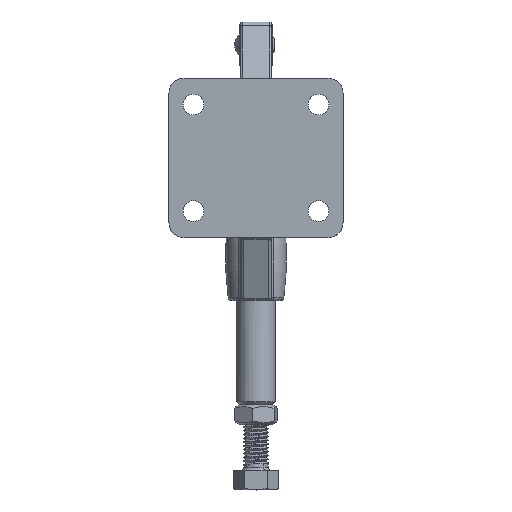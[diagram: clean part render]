
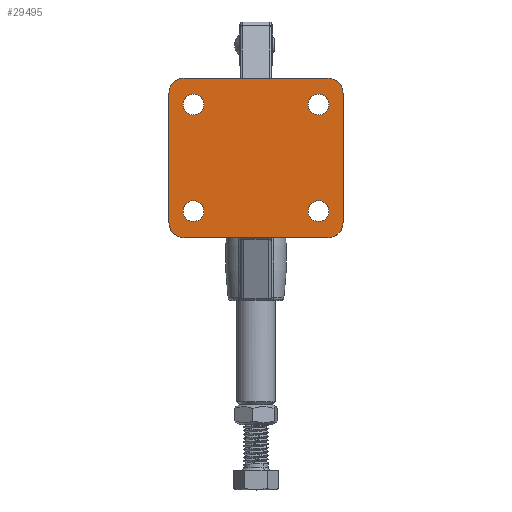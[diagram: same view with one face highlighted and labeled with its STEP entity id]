
A CAD part, top view. The second image highlights one B-rep face of the part: STEP entity #29495.
In plain terms, the highlighted planar face has unit normal (0, 0, 1).
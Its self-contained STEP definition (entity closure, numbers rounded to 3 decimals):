
#509 = DIRECTION ( 'NONE',  ( -1., 0., 0. ) ) ;
#825 = ORIENTED_EDGE ( 'NONE', *, *, #976, .T. ) ;
#976 = EDGE_CURVE ( 'NONE', #38402, #25514, #32713, .T. ) ;
#1045 = CARTESIAN_POINT ( 'NONE',  ( -20.55, 8.7, 0. ) ) ;
#1222 = CARTESIAN_POINT ( 'NONE',  ( 28.6, 47.4, 0. ) ) ;
#2081 = CARTESIAN_POINT ( 'NONE',  ( -20.55, 43.7, 0. ) ) ;
#2143 = AXIS2_PLACEMENT_3D ( 'NONE', #5105, #26560, #8209 ) ;
#2196 = VERTEX_POINT ( 'NONE', #34916 ) ;
#2288 = CARTESIAN_POINT ( 'NONE',  ( -28.6, 52.4, 0. ) ) ;
#2295 = PLANE ( 'NONE',  #12997 ) ;
#2307 = VERTEX_POINT ( 'NONE', #38520 ) ;
#2712 = DIRECTION ( 'NONE',  ( -1., 0., 0. ) ) ;
#2765 = FACE_BOUND ( 'NONE', #6155, .T. ) ;
#3192 = VERTEX_POINT ( 'NONE', #32638 ) ;
#3394 = EDGE_CURVE ( 'NONE', #37459, #33756, #5746, .T. ) ;
#3476 = EDGE_CURVE ( 'NONE', #19908, #38622, #30209, .T. ) ;
#4101 = DIRECTION ( 'NONE',  ( 1., 0., 0. ) ) ;
#4146 = VERTEX_POINT ( 'NONE', #10636 ) ;
#4295 = DIRECTION ( 'NONE',  ( 0., 0., 1. ) ) ;
#4595 = AXIS2_PLACEMENT_3D ( 'NONE', #25343, #6981, #28434 ) ;
#4868 = CIRCLE ( 'NONE', #11887, 3.4 ) ;
#5105 = CARTESIAN_POINT ( 'NONE',  ( 20.55, 8.7, 0. ) ) ;
#5146 = DIRECTION ( 'NONE',  ( -1., 0., 0. ) ) ;
#5292 = AXIS2_PLACEMENT_3D ( 'NONE', #37213, #18819, #509 ) ;
#5362 = DIRECTION ( 'NONE',  ( 1., 0., 0. ) ) ;
#5746 = CIRCLE ( 'NONE', #37614, 3.4 ) ;
#6155 = EDGE_LOOP ( 'NONE', ( #15393, #14336 ) ) ;
#6510 = CARTESIAN_POINT ( 'NONE',  ( 23.6, 5., 0. ) ) ;
#6981 = DIRECTION ( 'NONE',  ( 0., 0., 1. ) ) ;
#7099 = ORIENTED_EDGE ( 'NONE', *, *, #32962, .F. ) ;
#7328 = DIRECTION ( 'NONE',  ( 0., -1., 0. ) ) ;
#7383 = CIRCLE ( 'NONE', #9472, 3.4 ) ;
#7514 = AXIS2_PLACEMENT_3D ( 'NONE', #30058, #11699, #33151 ) ;
#7581 = CARTESIAN_POINT ( 'NONE',  ( 23.95, 8.7, 0. ) ) ;
#7975 = ORIENTED_EDGE ( 'NONE', *, *, #8219, .F. ) ;
#8035 = EDGE_CURVE ( 'NONE', #38571, #15743, #17049, .T. ) ;
#8209 = DIRECTION ( 'NONE',  ( -1., 0., 0. ) ) ;
#8219 = EDGE_CURVE ( 'NONE', #33315, #2196, #32407, .T. ) ;
#8429 = ORIENTED_EDGE ( 'NONE', *, *, #17561, .T. ) ;
#8433 = ORIENTED_EDGE ( 'NONE', *, *, #36448, .T. ) ;
#8601 = DIRECTION ( 'NONE',  ( -1., 0., 0. ) ) ;
#8783 = VECTOR ( 'NONE', #5362, 1000. ) ;
#8896 = AXIS2_PLACEMENT_3D ( 'NONE', #2081, #23508, #5146 ) ;
#9039 = AXIS2_PLACEMENT_3D ( 'NONE', #22627, #4295, #25735 ) ;
#9464 = CARTESIAN_POINT ( 'NONE',  ( 20.55, 8.7, 0. ) ) ;
#9472 = AXIS2_PLACEMENT_3D ( 'NONE', #11861, #33302, #14937 ) ;
#9579 = EDGE_LOOP ( 'NONE', ( #38142, #32744 ) ) ;
#9596 = DIRECTION ( 'NONE',  ( -1., 0., 0. ) ) ;
#9956 = FACE_OUTER_BOUND ( 'NONE', #38573, .T. ) ;
#10636 = CARTESIAN_POINT ( 'NONE',  ( -23.6, 0., 0. ) ) ;
#10904 = DIRECTION ( 'NONE',  ( 0., -1., 0. ) ) ;
#11699 = DIRECTION ( 'NONE',  ( 0., 0., 1. ) ) ;
#11861 = CARTESIAN_POINT ( 'NONE',  ( 20.55, 43.7, 0. ) ) ;
#11878 = FACE_BOUND ( 'NONE', #32945, .T. ) ;
#11887 = AXIS2_PLACEMENT_3D ( 'NONE', #34987, #16605, #38054 ) ;
#12215 = CARTESIAN_POINT ( 'NONE',  ( -28.6, 47.4, 0. ) ) ;
#12318 = VERTEX_POINT ( 'NONE', #31365 ) ;
#12547 = DIRECTION ( 'NONE',  ( -1., 0., 0. ) ) ;
#12660 = CARTESIAN_POINT ( 'NONE',  ( -23.95, 8.7, 0. ) ) ;
#12997 = AXIS2_PLACEMENT_3D ( 'NONE', #20743, #26964, #8601 ) ;
#13715 = EDGE_CURVE ( 'NONE', #15743, #38571, #21008, .T. ) ;
#14336 = ORIENTED_EDGE ( 'NONE', *, *, #18492, .F. ) ;
#14733 = CIRCLE ( 'NONE', #7514, 5. ) ;
#14937 = DIRECTION ( 'NONE',  ( 1., 0., 0. ) ) ;
#15393 = ORIENTED_EDGE ( 'NONE', *, *, #3394, .F. ) ;
#15743 = VERTEX_POINT ( 'NONE', #12660 ) ;
#16081 = EDGE_CURVE ( 'NONE', #35645, #12318, #34468, .T. ) ;
#16605 = DIRECTION ( 'NONE',  ( 0., 0., 1. ) ) ;
#17049 = CIRCLE ( 'NONE', #26097, 3.4 ) ;
#17218 = AXIS2_PLACEMENT_3D ( 'NONE', #39424, #21032, #2712 ) ;
#17355 = VECTOR ( 'NONE', #10904, 1000. ) ;
#17493 = LINE ( 'NONE', #32681, #32853 ) ;
#17561 = EDGE_CURVE ( 'NONE', #4146, #19908, #17493, .T. ) ;
#18082 = FACE_BOUND ( 'NONE', #30964, .T. ) ;
#18492 = EDGE_CURVE ( 'NONE', #33756, #37459, #25619, .T. ) ;
#18819 = DIRECTION ( 'NONE',  ( 0., 0., 1. ) ) ;
#19682 = EDGE_CURVE ( 'NONE', #36902, #12318, #33243, .T. ) ;
#19688 = ORIENTED_EDGE ( 'NONE', *, *, #3476, .T. ) ;
#19908 = VERTEX_POINT ( 'NONE', #33928 ) ;
#20743 = CARTESIAN_POINT ( 'NONE',  ( -28.6, 52.4, 0. ) ) ;
#20967 = CIRCLE ( 'NONE', #9039, 3.4 ) ;
#21008 = CIRCLE ( 'NONE', #4595, 3.4 ) ;
#21032 = DIRECTION ( 'NONE',  ( 0., 0., 1. ) ) ;
#22218 = LINE ( 'NONE', #31850, #30404 ) ;
#22427 = DIRECTION ( 'NONE',  ( 0., 0., 1. ) ) ;
#22627 = CARTESIAN_POINT ( 'NONE',  ( -20.55, 43.7, 0. ) ) ;
#23508 = DIRECTION ( 'NONE',  ( 0., 0., 1. ) ) ;
#23753 = CARTESIAN_POINT ( 'NONE',  ( 17.15, 8.7, 0. ) ) ;
#25028 = EDGE_CURVE ( 'NONE', #2307, #3192, #4868, .T. ) ;
#25343 = CARTESIAN_POINT ( 'NONE',  ( -20.55, 8.7, 0. ) ) ;
#25466 = CARTESIAN_POINT ( 'NONE',  ( -17.15, 8.7, 0. ) ) ;
#25514 = VERTEX_POINT ( 'NONE', #35986 ) ;
#25619 = CIRCLE ( 'NONE', #2143, 3.4 ) ;
#25735 = DIRECTION ( 'NONE',  ( -1., 0., 0. ) ) ;
#26097 = AXIS2_PLACEMENT_3D ( 'NONE', #1045, #22427, #4101 ) ;
#26259 = FACE_BOUND ( 'NONE', #9579, .T. ) ;
#26560 = DIRECTION ( 'NONE',  ( 0., 0., 1. ) ) ;
#26964 = DIRECTION ( 'NONE',  ( 0., 0., -1. ) ) ;
#27192 = CIRCLE ( 'NONE', #5292, 5. ) ;
#27512 = ORIENTED_EDGE ( 'NONE', *, *, #25028, .F. ) ;
#27966 = DIRECTION ( 'NONE',  ( 0., 0., 1. ) ) ;
#28434 = DIRECTION ( 'NONE',  ( 1., 0., 0. ) ) ;
#28535 = ORIENTED_EDGE ( 'NONE', *, *, #35640, .F. ) ;
#29262 = CARTESIAN_POINT ( 'NONE',  ( -28.6, 52.4, 0. ) ) ;
#29495 = ADVANCED_FACE ( 'NONE', ( #18082, #11878, #2765, #26259, #9956 ), #2295, .F. ) ;
#29954 = CARTESIAN_POINT ( 'NONE',  ( -23.95, 43.7, 0. ) ) ;
#30058 = CARTESIAN_POINT ( 'NONE',  ( -23.6, 47.4, 0. ) ) ;
#30209 = CIRCLE ( 'NONE', #39663, 5. ) ;
#30369 = EDGE_CURVE ( 'NONE', #25514, #4146, #27192, .T. ) ;
#30404 = VECTOR ( 'NONE', #7328, 1000. ) ;
#30552 = CARTESIAN_POINT ( 'NONE',  ( -23.6, 52.4, 0. ) ) ;
#30907 = DIRECTION ( 'NONE',  ( 0., 0., 1. ) ) ;
#30964 = EDGE_LOOP ( 'NONE', ( #28535, #7975 ) ) ;
#31365 = CARTESIAN_POINT ( 'NONE',  ( 23.6, 52.4, 0. ) ) ;
#31823 = ORIENTED_EDGE ( 'NONE', *, *, #30369, .T. ) ;
#31850 = CARTESIAN_POINT ( 'NONE',  ( 28.6, 52.4, 0. ) ) ;
#32407 = CIRCLE ( 'NONE', #8896, 3.4 ) ;
#32638 = CARTESIAN_POINT ( 'NONE',  ( 23.95, 43.7, 0. ) ) ;
#32681 = CARTESIAN_POINT ( 'NONE',  ( -28.6, 0., 0. ) ) ;
#32713 = LINE ( 'NONE', #29262, #17355 ) ;
#32744 = ORIENTED_EDGE ( 'NONE', *, *, #13715, .F. ) ;
#32853 = VECTOR ( 'NONE', #38828, 1000. ) ;
#32945 = EDGE_LOOP ( 'NONE', ( #38661, #27512 ) ) ;
#32962 = EDGE_CURVE ( 'NONE', #35645, #38622, #22218, .T. ) ;
#33151 = DIRECTION ( 'NONE',  ( -1., 0., 0. ) ) ;
#33243 = LINE ( 'NONE', #2288, #8783 ) ;
#33302 = DIRECTION ( 'NONE',  ( 0., 0., 1. ) ) ;
#33315 = VERTEX_POINT ( 'NONE', #29954 ) ;
#33403 = EDGE_CURVE ( 'NONE', #3192, #2307, #7383, .T. ) ;
#33756 = VERTEX_POINT ( 'NONE', #23753 ) ;
#33860 = ORIENTED_EDGE ( 'NONE', *, *, #19682, .F. ) ;
#33928 = CARTESIAN_POINT ( 'NONE',  ( 23.6, 0., 0. ) ) ;
#34468 = CIRCLE ( 'NONE', #17218, 5. ) ;
#34916 = CARTESIAN_POINT ( 'NONE',  ( -17.15, 43.7, 0. ) ) ;
#34987 = CARTESIAN_POINT ( 'NONE',  ( 20.55, 43.7, 0. ) ) ;
#35115 = CARTESIAN_POINT ( 'NONE',  ( 28.6, 5., 0. ) ) ;
#35640 = EDGE_CURVE ( 'NONE', #2196, #33315, #20967, .T. ) ;
#35645 = VERTEX_POINT ( 'NONE', #1222 ) ;
#35986 = CARTESIAN_POINT ( 'NONE',  ( -28.6, 5., 0. ) ) ;
#36448 = EDGE_CURVE ( 'NONE', #36902, #38402, #14733, .T. ) ;
#36902 = VERTEX_POINT ( 'NONE', #30552 ) ;
#37213 = CARTESIAN_POINT ( 'NONE',  ( -23.6, 5., 0. ) ) ;
#37459 = VERTEX_POINT ( 'NONE', #7581 ) ;
#37614 = AXIS2_PLACEMENT_3D ( 'NONE', #9464, #30907, #12547 ) ;
#38054 = DIRECTION ( 'NONE',  ( 1., 0., 0. ) ) ;
#38142 = ORIENTED_EDGE ( 'NONE', *, *, #8035, .F. ) ;
#38402 = VERTEX_POINT ( 'NONE', #12215 ) ;
#38520 = CARTESIAN_POINT ( 'NONE',  ( 17.15, 43.7, 0. ) ) ;
#38571 = VERTEX_POINT ( 'NONE', #25466 ) ;
#38573 = EDGE_LOOP ( 'NONE', ( #825, #31823, #8429, #19688, #7099, #39050, #33860, #8433 ) ) ;
#38622 = VERTEX_POINT ( 'NONE', #35115 ) ;
#38661 = ORIENTED_EDGE ( 'NONE', *, *, #33403, .F. ) ;
#38828 = DIRECTION ( 'NONE',  ( 1., 0., 0. ) ) ;
#39050 = ORIENTED_EDGE ( 'NONE', *, *, #16081, .T. ) ;
#39424 = CARTESIAN_POINT ( 'NONE',  ( 23.6, 47.4, 0. ) ) ;
#39663 = AXIS2_PLACEMENT_3D ( 'NONE', #6510, #27966, #9596 ) ;
